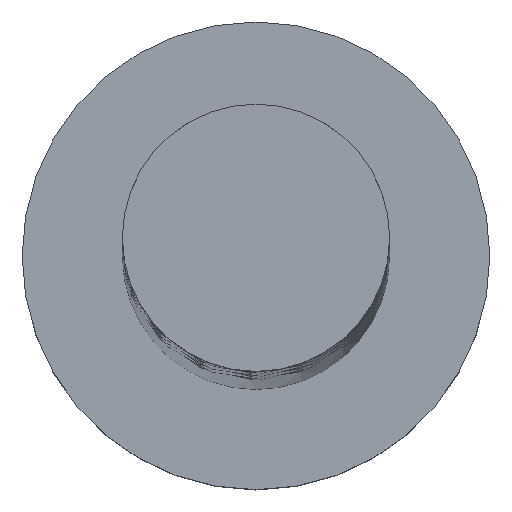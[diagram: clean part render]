
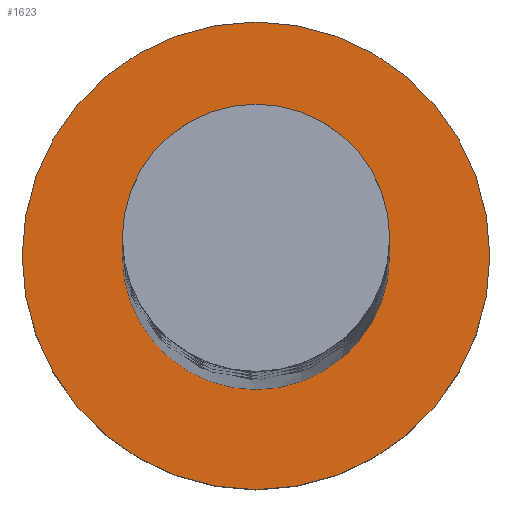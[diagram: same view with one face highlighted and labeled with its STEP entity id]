
A CAD part, top view. The second image highlights one B-rep face of the part: STEP entity #1623.
In plain terms, the highlighted planar face has unit normal (0, 0, 1).
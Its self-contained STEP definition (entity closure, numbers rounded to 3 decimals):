
#18 = DIRECTION ( 'NONE',  ( 1., 0., 0. ) ) ;
#77 = CIRCLE ( 'NONE', #1160, 4. ) ;
#79 = CIRCLE ( 'NONE', #914, 7. ) ;
#90 = FACE_OUTER_BOUND ( 'NONE', #1755, .T. ) ;
#110 = PLANE ( 'NONE',  #335 ) ;
#151 = AXIS2_PLACEMENT_3D ( 'NONE', #317, #903, #18 ) ;
#269 = CARTESIAN_POINT ( 'NONE',  ( 0., 0., 5. ) ) ;
#284 = ORIENTED_EDGE ( 'NONE', *, *, #425, .T. ) ;
#317 = CARTESIAN_POINT ( 'NONE',  ( 0., 0., 5. ) ) ;
#335 = AXIS2_PLACEMENT_3D ( 'NONE', #1013, #1875, #557 ) ;
#343 = EDGE_CURVE ( 'NONE', #403, #1109, #1450, .T. ) ;
#375 = VERTEX_POINT ( 'NONE', #1881 ) ;
#378 = DIRECTION ( 'NONE',  ( 0., 0., 1. ) ) ;
#403 = VERTEX_POINT ( 'NONE', #1281 ) ;
#425 = EDGE_CURVE ( 'NONE', #578, #375, #79, .T. ) ;
#450 = EDGE_CURVE ( 'NONE', #1109, #403, #77, .T. ) ;
#487 = CIRCLE ( 'NONE', #151, 7. ) ;
#557 = DIRECTION ( 'NONE',  ( 1., 0., 0. ) ) ;
#578 = VERTEX_POINT ( 'NONE', #1899 ) ;
#666 = CARTESIAN_POINT ( 'NONE',  ( 0., 0., 5. ) ) ;
#736 = EDGE_LOOP ( 'NONE', ( #1346, #1764 ) ) ;
#740 = CARTESIAN_POINT ( 'NONE',  ( -4., 0., 5. ) ) ;
#813 = DIRECTION ( 'NONE',  ( 1., 0., 0. ) ) ;
#853 = DIRECTION ( 'NONE',  ( 0., 0., 1. ) ) ;
#854 = EDGE_CURVE ( 'NONE', #375, #578, #487, .T. ) ;
#903 = DIRECTION ( 'NONE',  ( 0., 0., 1. ) ) ;
#914 = AXIS2_PLACEMENT_3D ( 'NONE', #666, #1861, #1134 ) ;
#970 = CARTESIAN_POINT ( 'NONE',  ( 0., 0., 5. ) ) ;
#1013 = CARTESIAN_POINT ( 'NONE',  ( 0., 0., 5. ) ) ;
#1109 = VERTEX_POINT ( 'NONE', #740 ) ;
#1134 = DIRECTION ( 'NONE',  ( 1., 0., 0. ) ) ;
#1160 = AXIS2_PLACEMENT_3D ( 'NONE', #970, #378, #1730 ) ;
#1259 = AXIS2_PLACEMENT_3D ( 'NONE', #269, #853, #813 ) ;
#1281 = CARTESIAN_POINT ( 'NONE',  ( 4., 0., 5. ) ) ;
#1297 = ORIENTED_EDGE ( 'NONE', *, *, #854, .T. ) ;
#1346 = ORIENTED_EDGE ( 'NONE', *, *, #450, .F. ) ;
#1450 = CIRCLE ( 'NONE', #1259, 4. ) ;
#1623 = ADVANCED_FACE ( 'NONE', ( #1883, #90 ), #110, .T. ) ;
#1730 = DIRECTION ( 'NONE',  ( 1., 0., 0. ) ) ;
#1755 = EDGE_LOOP ( 'NONE', ( #1297, #284 ) ) ;
#1764 = ORIENTED_EDGE ( 'NONE', *, *, #343, .F. ) ;
#1861 = DIRECTION ( 'NONE',  ( 0., 0., 1. ) ) ;
#1875 = DIRECTION ( 'NONE',  ( 0., 0., 1. ) ) ;
#1881 = CARTESIAN_POINT ( 'NONE',  ( -7., 0., 5. ) ) ;
#1883 = FACE_BOUND ( 'NONE', #736, .T. ) ;
#1899 = CARTESIAN_POINT ( 'NONE',  ( 7., 0., 5. ) ) ;
